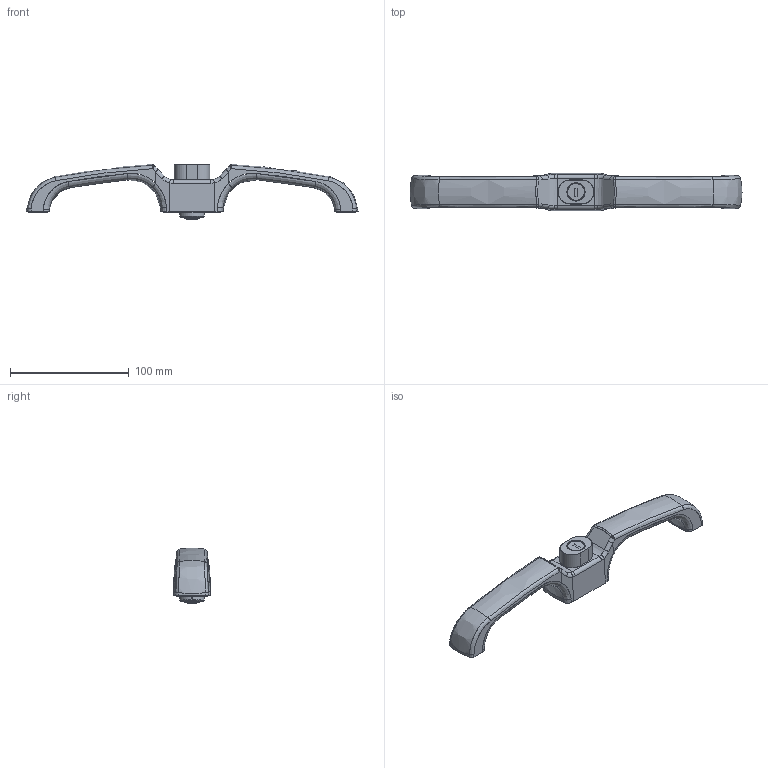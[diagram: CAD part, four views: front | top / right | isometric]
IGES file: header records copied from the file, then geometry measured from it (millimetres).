
Start section: SolidWorks IGES file using analytic representation for surfaces
Global section: file name: A-871-2-S_.IGS,41; native system: HSolidWorks 2006 by SolidWorks Corporation; preprocessor: SolidWorks 2006 by SolidWorks Corporation; author: 2sw; date: 060811.163834; units: millimetre
Bounding box: 280 x 32 x 47.09 mm (x, y, z)
Surface area: 42362.7 mm2 (no closed solid volume)
Topology: 0 solids, 0 shells, 406 faces, 4929 edges, 4907 vertices
Faces by surface type: bspline 215, revolution 191
